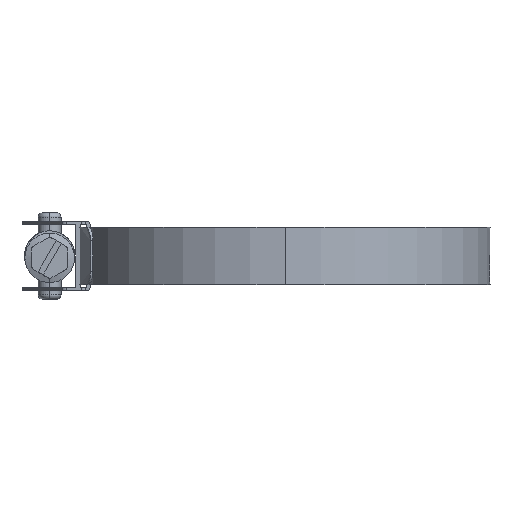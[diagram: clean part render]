
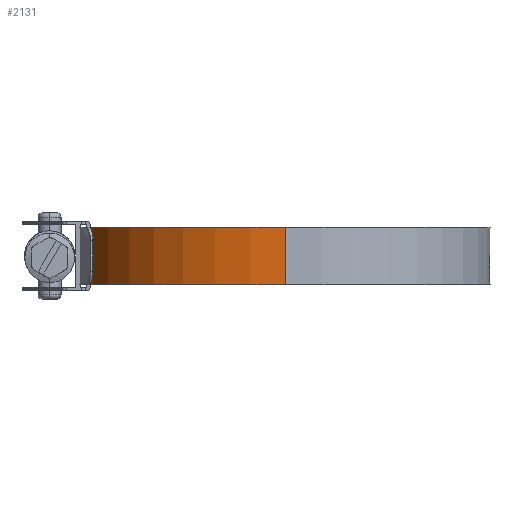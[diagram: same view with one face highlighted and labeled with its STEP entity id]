
A CAD part, left-side view. The second image highlights one B-rep face of the part: STEP entity #2131.
In plain terms, the highlighted cylindrical face has radius 45.03 mm (diameter 90.06 mm), a partial arc.
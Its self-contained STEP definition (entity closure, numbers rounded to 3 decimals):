
#743 = CARTESIAN_POINT ( 'NONE',  ( 0., 0., -6.35 ) ) ;
#898 = ORIENTED_EDGE ( 'NONE', *, *, #9701, .T. ) ;
#1257 = EDGE_CURVE ( 'NONE', #1895, #11170, #9060, .T. ) ;
#1380 = CARTESIAN_POINT ( 'NONE',  ( 0., 0., 6.35 ) ) ;
#1732 = AXIS2_PLACEMENT_3D ( 'NONE', #1380, #3478, #7727 ) ;
#1743 = LINE ( 'NONE', #9928, #9342 ) ;
#1752 = CARTESIAN_POINT ( 'NONE',  ( -45.03, 0., -6.35 ) ) ;
#1895 = VERTEX_POINT ( 'NONE', #2922 ) ;
#2101 = VERTEX_POINT ( 'NONE', #4492 ) ;
#2131 = ADVANCED_FACE ( 'NONE', ( #3543 ), #10739, .T. ) ;
#2922 = CARTESIAN_POINT ( 'NONE',  ( 0., 45.03, 6.35 ) ) ;
#3478 = DIRECTION ( 'NONE',  ( 0., 0., -1. ) ) ;
#3543 = FACE_OUTER_BOUND ( 'NONE', #13444, .T. ) ;
#4050 = DIRECTION ( 'NONE',  ( 1., 0., 0. ) ) ;
#4201 = EDGE_CURVE ( 'NONE', #11170, #12881, #1743, .T. ) ;
#4492 = CARTESIAN_POINT ( 'NONE',  ( 0., 45.03, -6.35 ) ) ;
#4833 = DIRECTION ( 'NONE',  ( 0., 0., 1. ) ) ;
#5277 = DIRECTION ( 'NONE',  ( 0., 0., -1. ) ) ;
#5667 = AXIS2_PLACEMENT_3D ( 'NONE', #743, #13468, #4050 ) ;
#6062 = ORIENTED_EDGE ( 'NONE', *, *, #4201, .F. ) ;
#7042 = CARTESIAN_POINT ( 'NONE',  ( 0., 0., 6.35 ) ) ;
#7727 = DIRECTION ( 'NONE',  ( -1., 0., 0. ) ) ;
#8065 = DIRECTION ( 'NONE',  ( 1., 0., 0. ) ) ;
#8106 = VECTOR ( 'NONE', #5277, 1000. ) ;
#8473 = CARTESIAN_POINT ( 'NONE',  ( -45.03, 0., 6.35 ) ) ;
#8503 = LINE ( 'NONE', #9389, #8106 ) ;
#8509 = ORIENTED_EDGE ( 'NONE', *, *, #8696, .T. ) ;
#8696 = EDGE_CURVE ( 'NONE', #2101, #12881, #10273, .T. ) ;
#9060 = CIRCLE ( 'NONE', #9479, 45.03 ) ;
#9342 = VECTOR ( 'NONE', #12876, 1000. ) ;
#9389 = CARTESIAN_POINT ( 'NONE',  ( 0., 45.03, 6.35 ) ) ;
#9479 = AXIS2_PLACEMENT_3D ( 'NONE', #7042, #4833, #8065 ) ;
#9701 = EDGE_CURVE ( 'NONE', #1895, #2101, #8503, .T. ) ;
#9928 = CARTESIAN_POINT ( 'NONE',  ( -45.03, 0., 6.35 ) ) ;
#10273 = CIRCLE ( 'NONE', #5667, 45.03 ) ;
#10739 = CYLINDRICAL_SURFACE ( 'NONE', #1732, 45.03 ) ;
#11170 = VERTEX_POINT ( 'NONE', #8473 ) ;
#12410 = ORIENTED_EDGE ( 'NONE', *, *, #1257, .F. ) ;
#12876 = DIRECTION ( 'NONE',  ( 0., 0., -1. ) ) ;
#12881 = VERTEX_POINT ( 'NONE', #1752 ) ;
#13444 = EDGE_LOOP ( 'NONE', ( #6062, #12410, #898, #8509 ) ) ;
#13468 = DIRECTION ( 'NONE',  ( 0., 0., 1. ) ) ;
